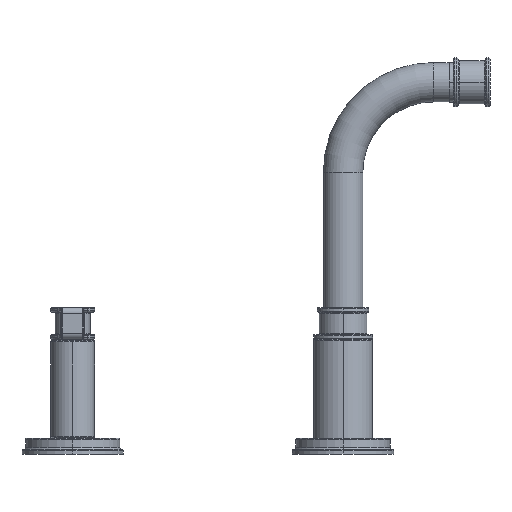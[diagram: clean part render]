
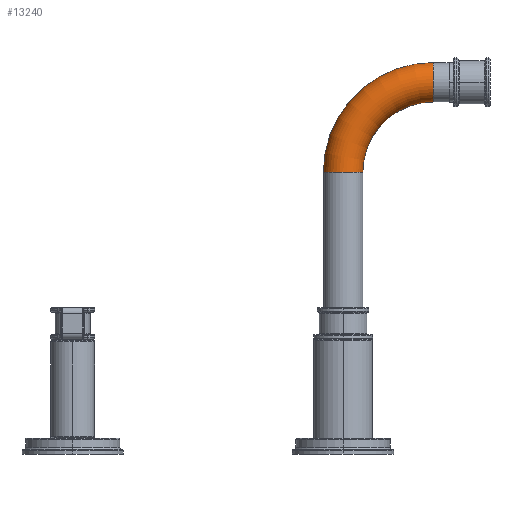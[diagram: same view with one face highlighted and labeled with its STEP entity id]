
A CAD part, left-side view. The second image highlights one B-rep face of the part: STEP entity #13240.
In plain terms, the highlighted toroidal (fillet/blend) face has major radius 50.8 mm and minor radius 11.113 mm.
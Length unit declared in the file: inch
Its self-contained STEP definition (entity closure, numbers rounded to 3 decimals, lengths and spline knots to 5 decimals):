
#11811=CARTESIAN_POINT('',(0.,-2.,8.25));
#11812=DIRECTION('',(0.,-1.,0.));
#11813=DIRECTION('',(0.,0.,1.));
#11814=AXIS2_PLACEMENT_3D('',#11811,#11812,#11813);
#11826=CARTESIAN_POINT('',(0.,0.,6.25));
#11827=DIRECTION('',(0.,0.,1.));
#11828=DIRECTION('',(0.,1.,0.));
#11829=AXIS2_PLACEMENT_3D('',#11826,#11827,#11828);
#11834=CARTESIAN_POINT('',(0.,-2.,6.25));
#11835=DIRECTION('',(1.,0.,0.));
#11836=DIRECTION('',(0.,1.,0.));
#11837=AXIS2_PLACEMENT_3D('',#11834,#11835,#11836);
#12536=CARTESIAN_POINT('',(0.,-2.,6.25));
#12537=DIRECTION('',(1.,0.,0.));
#12538=DIRECTION('',(0.,1.,0.));
#12539=AXIS2_PLACEMENT_3D('',#12536,#12537,#12538);
#12620=CARTESIAN_POINT('',(0.,-0.4375,6.25));
#12621=CARTESIAN_POINT('',(0.,0.4375,6.25));
#12622=VERTEX_POINT('',#12620);
#12623=VERTEX_POINT('',#12621);
#12624=CARTESIAN_POINT('',(0.,-2.,7.8125));
#12625=CARTESIAN_POINT('',(0.,-2.,8.6875));
#12626=VERTEX_POINT('',#12624);
#12627=VERTEX_POINT('',#12625);
#13226=CARTESIAN_POINT('',(0.,-2.,6.25));
#13227=DIRECTION('',(1.,0.,0.));
#13228=DIRECTION('',(0.,-1.,0.));
#13229=AXIS2_PLACEMENT_3D('',#13226,#13227,#13228);
#13230=TOROIDAL_SURFACE('',#13229,2.,0.4375);
#13232=ORIENTED_EDGE('',*,*,#13231,.F.);
#13234=ORIENTED_EDGE('',*,*,#13233,.T.);
#13235=ORIENTED_EDGE('',*,*,#13213,.T.);
#13237=ORIENTED_EDGE('',*,*,#13236,.F.);
#13238=EDGE_LOOP('',(#13232,#13234,#13235,#13237));
#13239=FACE_OUTER_BOUND('',#13238,.F.);
#11815=CIRCLE('',#11814,0.4375);
#11830=CIRCLE('',#11829,0.4375);
#11838=CIRCLE('',#11837,2.4375);
#12540=CIRCLE('',#12539,1.5625);
#13213=EDGE_CURVE('',#12627,#12626,#11815,.T.);
#13231=EDGE_CURVE('',#12623,#12622,#11830,.T.);
#13233=EDGE_CURVE('',#12623,#12627,#11838,.T.);
#13236=EDGE_CURVE('',#12622,#12626,#12540,.T.);
#13240=ADVANCED_FACE('',(#13239),#13230,.T.);
